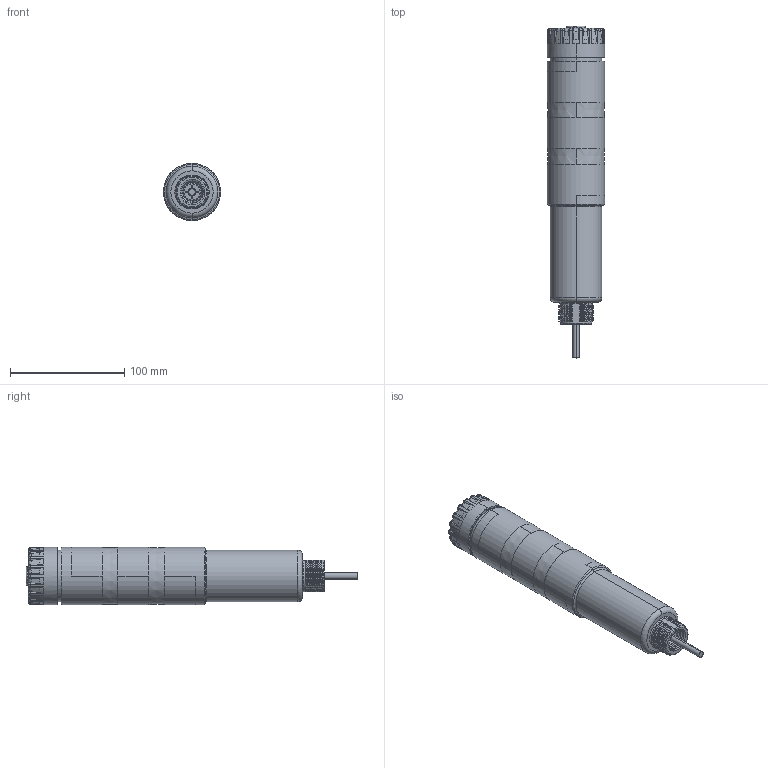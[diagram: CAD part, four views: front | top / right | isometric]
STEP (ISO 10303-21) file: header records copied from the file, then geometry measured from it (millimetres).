
FILE_DESCRIPTION((''),'2;1');
FILE_NAME('168259_SM01_ASM','2023-07-07T08:13:38',('banengservice'),('BANNER ENGINEERING'),'CREO PARAMETRIC BY PTC INC, 2022414','CREO PARAMETRIC BY PTC INC, 2022414','');
FILE_SCHEMA(('CONFIG_CONTROL_DESIGN'));
Length unit declared in the file: inch
Products named in the file (3): 168259_EP01; CABLE_215; 168259_SM01_ASM
Assembly tree (2 placements, depth 2):
  168259_SM01_ASM
    168259_EP01
    CABLE_215
Bounding box: 50 x 290.55 x 50 mm (x, y, z)
Volume: 445129.7 mm3; surface area: 46551.1 mm2
Topology: 2 solids, 2 shells, 764 faces, 1930 edges, 1198 vertices
Faces by surface type: cylinder 309, torus 162, plane 137, bspline 128, cone 28
Entity records: 36295 total; most frequent: CARTESIAN_POINT 18420, ORIENTED_EDGE 3860, DIRECTION 3655, EDGE_CURVE 1930, AXIS2_PLACEMENT_3D 1507, VERTEX_POINT 1198, CIRCLE 866, EDGE_LOOP 800
